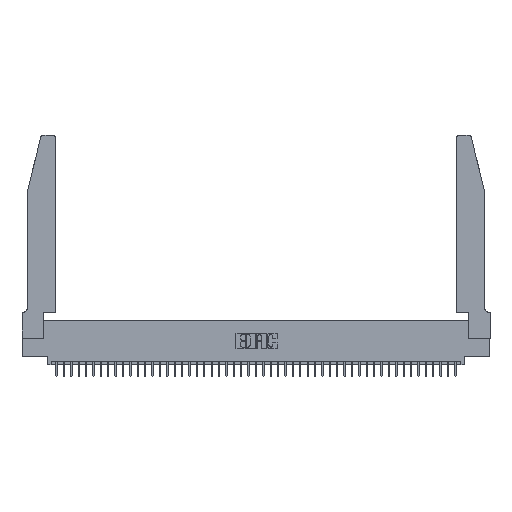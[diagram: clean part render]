
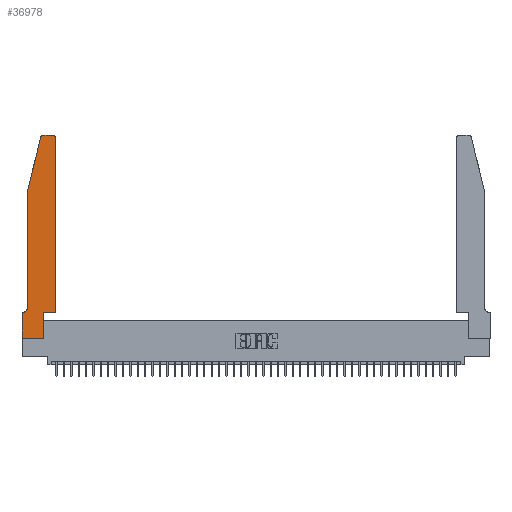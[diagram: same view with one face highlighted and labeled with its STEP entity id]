
A CAD part, top view. The second image highlights one B-rep face of the part: STEP entity #36978.
In plain terms, the highlighted planar face has unit normal (0, 0, 1).
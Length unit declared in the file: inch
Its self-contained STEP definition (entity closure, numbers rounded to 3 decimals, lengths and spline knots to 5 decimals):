
#1111 = EDGE_CURVE ( 'NONE', #8758, #28576, #31804, .T. ) ;
#1317 = ORIENTED_EDGE ( 'NONE', *, *, #1789, .T. ) ;
#1789 = EDGE_CURVE ( 'NONE', #26720, #15233, #43424, .T. ) ;
#2246 = EDGE_CURVE ( 'NONE', #9433, #28018, #9771, .T. ) ;
#2499 = EDGE_CURVE ( 'NONE', #44891, #7933, #10839, .T. ) ;
#2562 = VECTOR ( 'NONE', #36958, 39.37008 ) ;
#2939 = DIRECTION ( 'NONE',  ( 1., 0., 0. ) ) ;
#3841 = CARTESIAN_POINT ( 'NONE',  ( 0.284, 2.72, 0.37 ) ) ;
#4333 = CARTESIAN_POINT ( 'NONE',  ( 0.0755, 2., 0.37 ) ) ;
#4585 = LINE ( 'NONE', #25530, #9085 ) ;
#5089 = DIRECTION ( 'NONE',  ( 0., -1., 0. ) ) ;
#5526 = DIRECTION ( 'NONE',  ( 0., 1., 0. ) ) ;
#5684 = CARTESIAN_POINT ( 'NONE',  ( 0.0055, 0.35, 0.37 ) ) ;
#6229 = CARTESIAN_POINT ( 'NONE',  ( 0.4505, 0.35, 0.37 ) ) ;
#6302 = VERTEX_POINT ( 'NONE', #35223 ) ;
#6394 = AXIS2_PLACEMENT_3D ( 'NONE', #11634, #25766, #14626 ) ;
#6596 = CARTESIAN_POINT ( 'NONE',  ( 0.4505, 2.72, 0.37 ) ) ;
#6763 = AXIS2_PLACEMENT_3D ( 'NONE', #3841, #18264, #22209 ) ;
#6831 = EDGE_CURVE ( 'NONE', #6302, #40065, #20939, .T. ) ;
#6894 = ORIENTED_EDGE ( 'NONE', *, *, #6831, .T. ) ;
#7236 = DIRECTION ( 'NONE',  ( 0., 0., -1. ) ) ;
#7590 = LINE ( 'NONE', #38701, #20561 ) ;
#7614 = DIRECTION ( 'NONE',  ( 0., -1., 0. ) ) ;
#7933 = VERTEX_POINT ( 'NONE', #11016 ) ;
#8569 = EDGE_CURVE ( 'NONE', #15701, #8758, #40418, .T. ) ;
#8758 = VERTEX_POINT ( 'NONE', #20955 ) ;
#8802 = VECTOR ( 'NONE', #5089, 39.37008 ) ;
#9085 = VECTOR ( 'NONE', #28520, 39.37008 ) ;
#9136 = CARTESIAN_POINT ( 'NONE',  ( 0.4505, 0.35, 0.37 ) ) ;
#9144 = DIRECTION ( 'NONE',  ( -1., 0., 0. ) ) ;
#9433 = VERTEX_POINT ( 'NONE', #25349 ) ;
#9771 = LINE ( 'NONE', #12244, #30015 ) ;
#9939 = LINE ( 'NONE', #25868, #8802 ) ;
#10839 = LINE ( 'NONE', #24775, #46166 ) ;
#11016 = CARTESIAN_POINT ( 'NONE',  ( 0.0755, 0.42, 0.37 ) ) ;
#11501 = CIRCLE ( 'NONE', #15825, 0.07 ) ;
#11634 = CARTESIAN_POINT ( 'NONE',  ( 0., 0.35, 0.37 ) ) ;
#12242 = CARTESIAN_POINT ( 'NONE',  ( 0.25487, 2.72718, 0.37 ) ) ;
#12244 = CARTESIAN_POINT ( 'NONE',  ( 0., 0., 0.37 ) ) ;
#13230 = VECTOR ( 'NONE', #5526, 39.37008 ) ;
#13792 = EDGE_CURVE ( 'NONE', #15233, #9433, #9939, .T. ) ;
#14626 = DIRECTION ( 'NONE',  ( 1., 0., 0. ) ) ;
#14639 = DIRECTION ( 'NONE',  ( 1., 0., 0. ) ) ;
#15205 = CIRCLE ( 'NONE', #23140, 0.03 ) ;
#15233 = VERTEX_POINT ( 'NONE', #31998 ) ;
#15437 = VECTOR ( 'NONE', #9144, 39.37008 ) ;
#15701 = VERTEX_POINT ( 'NONE', #30089 ) ;
#15825 = AXIS2_PLACEMENT_3D ( 'NONE', #39588, #7236, #32379 ) ;
#16331 = CARTESIAN_POINT ( 'NONE',  ( 0.4205, 2.75, 0.37 ) ) ;
#17181 = CARTESIAN_POINT ( 'NONE',  ( 0.4205, 2.72, 0.37 ) ) ;
#18264 = DIRECTION ( 'NONE',  ( 0., 0., 1. ) ) ;
#18477 = ORIENTED_EDGE ( 'NONE', *, *, #42979, .T. ) ;
#18722 = ORIENTED_EDGE ( 'NONE', *, *, #8569, .T. ) ;
#20561 = VECTOR ( 'NONE', #24115, 39.37008 ) ;
#20652 = DIRECTION ( 'NONE',  ( 0., 0., 1. ) ) ;
#20761 = VECTOR ( 'NONE', #2939, 39.37008 ) ;
#20939 = CIRCLE ( 'NONE', #6763, 0.03 ) ;
#20955 = CARTESIAN_POINT ( 'NONE',  ( 0.4505, 0.35, 0.37 ) ) ;
#21374 = ORIENTED_EDGE ( 'NONE', *, *, #1111, .T. ) ;
#21534 = ORIENTED_EDGE ( 'NONE', *, *, #45310, .T. ) ;
#22209 = DIRECTION ( 'NONE',  ( 1., 0., 0. ) ) ;
#22675 = VERTEX_POINT ( 'NONE', #16331 ) ;
#23140 = AXIS2_PLACEMENT_3D ( 'NONE', #17181, #20652, #14639 ) ;
#24115 = DIRECTION ( 'NONE',  ( -1., 0., 0. ) ) ;
#24562 = EDGE_CURVE ( 'NONE', #22675, #6302, #7590, .T. ) ;
#24775 = CARTESIAN_POINT ( 'NONE',  ( 0.0755, 2., 0.37 ) ) ;
#24876 = CARTESIAN_POINT ( 'NONE',  ( 0.2865, 0., 0.37 ) ) ;
#25349 = CARTESIAN_POINT ( 'NONE',  ( 0., 0., 0.37 ) ) ;
#25530 = CARTESIAN_POINT ( 'NONE',  ( 0.2865, 0.35, 0.37 ) ) ;
#25766 = DIRECTION ( 'NONE',  ( 0., 0., 1. ) ) ;
#25868 = CARTESIAN_POINT ( 'NONE',  ( 0., 0., 0.37 ) ) ;
#26027 = FACE_OUTER_BOUND ( 'NONE', #35680, .T. ) ;
#26720 = VERTEX_POINT ( 'NONE', #5684 ) ;
#28018 = VERTEX_POINT ( 'NONE', #24876 ) ;
#28520 = DIRECTION ( 'NONE',  ( 0., 1., 0. ) ) ;
#28576 = VERTEX_POINT ( 'NONE', #6596 ) ;
#29047 = ORIENTED_EDGE ( 'NONE', *, *, #35228, .T. ) ;
#30015 = VECTOR ( 'NONE', #44368, 39.37008 ) ;
#30089 = CARTESIAN_POINT ( 'NONE',  ( 0.2865, 0.35, 0.37 ) ) ;
#31804 = LINE ( 'NONE', #9136, #13230 ) ;
#31998 = CARTESIAN_POINT ( 'NONE',  ( 0., 0.35, 0.37 ) ) ;
#32379 = DIRECTION ( 'NONE',  ( -1., 0., 0. ) ) ;
#32543 = ORIENTED_EDGE ( 'NONE', *, *, #13792, .T. ) ;
#33331 = CARTESIAN_POINT ( 'NONE',  ( 0.0755, 2., 0.37 ) ) ;
#34402 = ORIENTED_EDGE ( 'NONE', *, *, #2499, .T. ) ;
#35223 = CARTESIAN_POINT ( 'NONE',  ( 0.284, 2.75, 0.37 ) ) ;
#35228 = EDGE_CURVE ( 'NONE', #40065, #44891, #44593, .T. ) ;
#35680 = EDGE_LOOP ( 'NONE', ( #45409, #6894, #29047, #34402, #18477, #1317, #32543, #39300, #46045, #18722, #21374, #21534 ) ) ;
#36958 = DIRECTION ( 'NONE',  ( -0.239, -0.971, 0. ) ) ;
#36978 = ADVANCED_FACE ( 'NONE', ( #26027 ), #43580, .T. ) ;
#37994 = EDGE_CURVE ( 'NONE', #28018, #15701, #4585, .T. ) ;
#38205 = CARTESIAN_POINT ( 'NONE',  ( 0.0755, 0.35, 0.37 ) ) ;
#38701 = CARTESIAN_POINT ( 'NONE',  ( 0.2605, 2.75, 0.37 ) ) ;
#39300 = ORIENTED_EDGE ( 'NONE', *, *, #2246, .T. ) ;
#39588 = CARTESIAN_POINT ( 'NONE',  ( 0.0055, 0.42, 0.37 ) ) ;
#40065 = VERTEX_POINT ( 'NONE', #12242 ) ;
#40418 = LINE ( 'NONE', #6229, #20761 ) ;
#42979 = EDGE_CURVE ( 'NONE', #7933, #26720, #11501, .T. ) ;
#43424 = LINE ( 'NONE', #38205, #15437 ) ;
#43580 = PLANE ( 'NONE',  #6394 ) ;
#44368 = DIRECTION ( 'NONE',  ( 1., 0., 0. ) ) ;
#44593 = LINE ( 'NONE', #33331, #2562 ) ;
#44891 = VERTEX_POINT ( 'NONE', #4333 ) ;
#45310 = EDGE_CURVE ( 'NONE', #28576, #22675, #15205, .T. ) ;
#45409 = ORIENTED_EDGE ( 'NONE', *, *, #24562, .T. ) ;
#46045 = ORIENTED_EDGE ( 'NONE', *, *, #37994, .T. ) ;
#46166 = VECTOR ( 'NONE', #7614, 39.37008 ) ;
